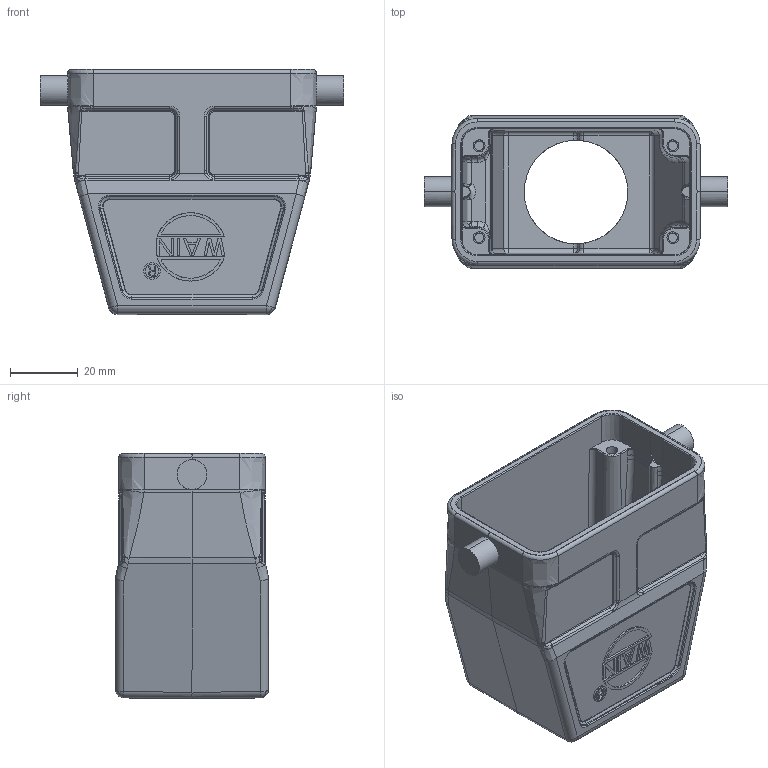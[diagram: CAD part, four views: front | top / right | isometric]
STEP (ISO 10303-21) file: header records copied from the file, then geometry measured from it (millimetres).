
FILE_DESCRIPTION((''),'2;1');
FILE_NAME('H10B-TEH-2B-PG21','2019-05-28T',('sh.ye'),(''),'PRO/ENGINEER BY PARAMETRIC TECHNOLOGY CORPORATION, 2015240','PRO/ENGINEER BY PARAMETRIC TECHNOLOGY CORPORATION, 2015240','');
FILE_SCHEMA(('AUTOMOTIVE_DESIGN { 1 0 10303 214 1 1 1 1 }'));
Length unit declared in the file: millimetre
Products named in the file (1): H10B-TEH-2B-PG21
Bounding box: 89.2 x 45 x 72.1 mm (x, y, z)
Volume: 60313.1 mm3; surface area: 32182.4 mm2
Topology: 1 solids, 1 shells, 714 faces, 1723 edges, 1032 vertices
Faces by surface type: plane 269, cylinder 178, bspline 159, torus 57, cone 23, sphere 20, extrusion 8
Entity records: 27431 total; most frequent: CARTESIAN_POINT 12138, ORIENTED_EDGE 3418, DIRECTION 2765, EDGE_CURVE 1709, VERTEX_POINT 1032, AXIS2_PLACEMENT_3D 957, VECTOR 851, LINE 843
